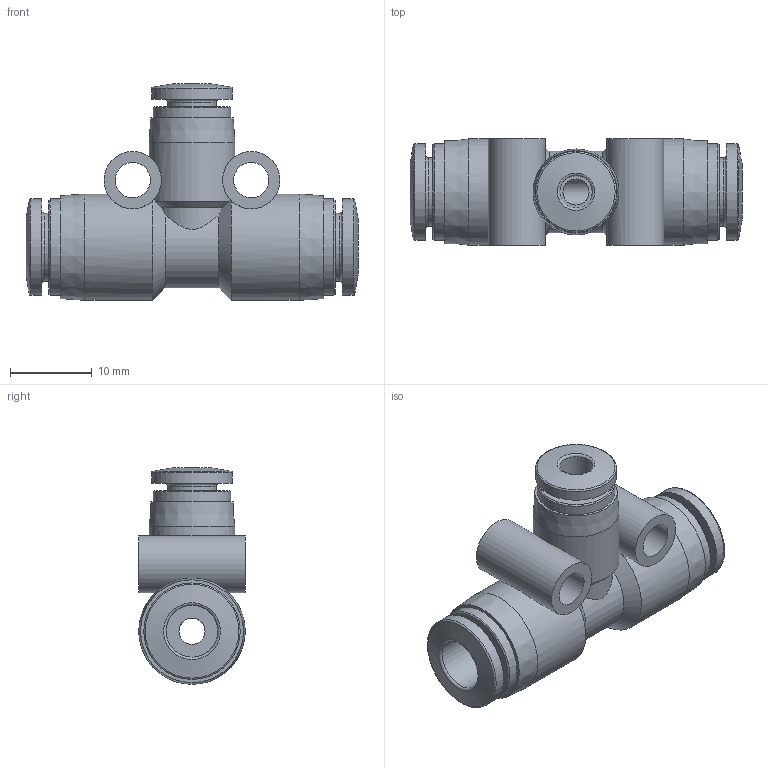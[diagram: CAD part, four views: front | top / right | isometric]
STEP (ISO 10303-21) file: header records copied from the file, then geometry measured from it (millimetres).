
FILE_DESCRIPTION(/* description */ ('STEP AP214'),/* implementation_level */ '2;1');
FILE_NAME(/* name */ '564805_QBT-1_4T-5_32-U',/* time_stamp */ '2024-09-14T04:21:44+02:00',/* author */ ('License CC BY-ND 4.0'),/* organization */ ('CADENAS'),/* preprocessor_version */ 'ST-DEVELOPER v19.3',/* originating_system */ 'PARTsolutions',/* authorisation */ ' ');
FILE_SCHEMA (('AUTOMOTIVE_DESIGN {1 0 10303 214 3 1 1}'));
Length unit declared in the file: millimetre
Products named in the file (1): 564805 QBT-1/4T-5/32-U
Bounding box: 40.6 x 13 x 26.5 mm (x, y, z)
Volume: 4941.5 mm3; surface area: 4170.1 mm2
Topology: 1 solids, 1 shells, 62 faces, 128 edges, 79 vertices
Faces by surface type: cylinder 24, plane 16, cone 13, torus 9
Full cylindrical faces by diameter (mm): 3.2 x2, 3.968 x1, 4.3 x2, 5.968 x1, 6.35 x2, 7 x2, 8.35 x2, 9.5 x1, 9.9 x1, 10.5 x1, 11.8 x4, 13 x2
Entity records: 1972 total; most frequent: CARTESIAN_POINT 351, DIRECTION 252, ORIENTED_EDGE 170, AXIS2_PLACEMENT_3D 126, EDGE_LOOP 120, FACE_BOUND 120, EDGE_CURVE 85, VERTEX_POINT 75
